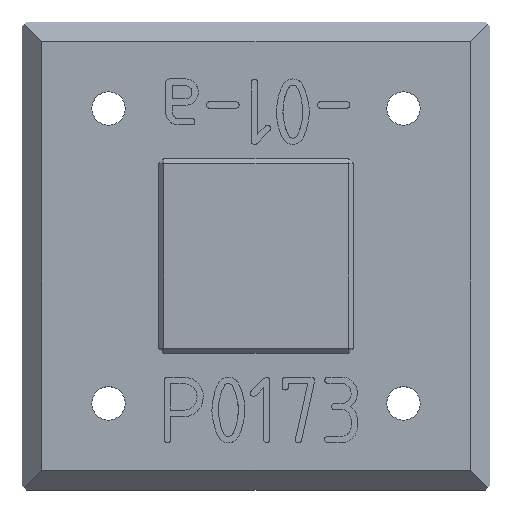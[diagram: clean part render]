
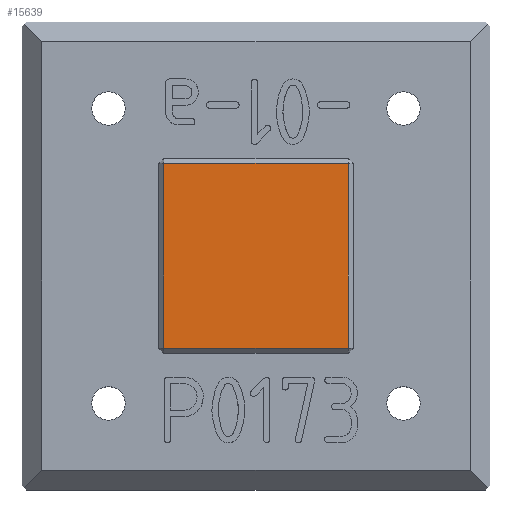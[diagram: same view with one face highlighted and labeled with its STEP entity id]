
A CAD part, top view. The second image highlights one B-rep face of the part: STEP entity #15639.
In plain terms, the highlighted planar face has unit normal (0, 0, 1).
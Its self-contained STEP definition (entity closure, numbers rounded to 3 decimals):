
#10571 = PLANE('',#10572);
#10572 = AXIS2_PLACEMENT_3D('',#10573,#10574,#10575);
#10573 = CARTESIAN_POINT('',(15.1,15.35,5.75));
#10574 = DIRECTION('',(0.,-0.707,0.707));
#10575 = DIRECTION('',(-1.,-0.,-0.));
#10733 = PLANE('',#10734);
#10734 = AXIS2_PLACEMENT_3D('',#10735,#10736,#10737);
#10735 = CARTESIAN_POINT('',(15.35,34.9,5.75));
#10736 = DIRECTION('',(-0.707,0.,0.707));
#10737 = DIRECTION('',(0.,1.,0.));
#10807 = PLANE('',#10808);
#10808 = AXIS2_PLACEMENT_3D('',#10809,#10810,#10811);
#10809 = CARTESIAN_POINT('',(34.65,15.1,5.75));
#10810 = DIRECTION('',(0.707,0.,0.707));
#10811 = DIRECTION('',(-0.,-1.,-0.));
#10947 = PLANE('',#10948);
#10948 = AXIS2_PLACEMENT_3D('',#10949,#10950,#10951);
#10949 = CARTESIAN_POINT('',(34.9,34.65,5.75));
#10950 = DIRECTION('',(0.,0.707,0.707));
#10951 = DIRECTION('',(1.,0.,0.));
#13643 = EDGE_CURVE('',#13644,#13646,#13648,.T.);
#13644 = VERTEX_POINT('',#13645);
#13645 = CARTESIAN_POINT('',(15.6,15.6,6.));
#13646 = VERTEX_POINT('',#13647);
#13647 = CARTESIAN_POINT('',(34.4,15.6,6.));
#13648 = SURFACE_CURVE('',#13649,(#13653,#13660),.PCURVE_S1.);
#13649 = LINE('',#13650,#13651);
#13650 = CARTESIAN_POINT('',(15.1,15.6,6.));
#13651 = VECTOR('',#13652,1.);
#13652 = DIRECTION('',(1.,0.,0.));
#13653 = PCURVE('',#10571,#13654);
#13654 = DEFINITIONAL_REPRESENTATION('',(#13655),#13659);
#13655 = LINE('',#13656,#13657);
#13656 = CARTESIAN_POINT('',(-0.,-0.354));
#13657 = VECTOR('',#13658,1.);
#13658 = DIRECTION('',(-1.,0.));
#13659 = ( GEOMETRIC_REPRESENTATION_CONTEXT(2) 
PARAMETRIC_REPRESENTATION_CONTEXT() REPRESENTATION_CONTEXT('2D SPACE',''
  ) );
#13660 = PCURVE('',#13661,#13666);
#13661 = PLANE('',#13662);
#13662 = AXIS2_PLACEMENT_3D('',#13663,#13664,#13665);
#13663 = CARTESIAN_POINT('',(25.,25.,6.));
#13664 = DIRECTION('',(0.,0.,1.));
#13665 = DIRECTION('',(1.,0.,0.));
#13666 = DEFINITIONAL_REPRESENTATION('',(#13667),#13671);
#13667 = LINE('',#13668,#13669);
#13668 = CARTESIAN_POINT('',(-9.9,-9.4));
#13669 = VECTOR('',#13670,1.);
#13670 = DIRECTION('',(1.,0.));
#13671 = ( GEOMETRIC_REPRESENTATION_CONTEXT(2) 
PARAMETRIC_REPRESENTATION_CONTEXT() REPRESENTATION_CONTEXT('2D SPACE',''
  ) );
#13771 = EDGE_CURVE('',#13772,#13644,#13774,.T.);
#13772 = VERTEX_POINT('',#13773);
#13773 = CARTESIAN_POINT('',(15.6,34.4,6.));
#13774 = SURFACE_CURVE('',#13775,(#13779,#13786),.PCURVE_S1.);
#13775 = LINE('',#13776,#13777);
#13776 = CARTESIAN_POINT('',(15.6,34.9,6.));
#13777 = VECTOR('',#13778,1.);
#13778 = DIRECTION('',(0.,-1.,0.));
#13779 = PCURVE('',#10733,#13780);
#13780 = DEFINITIONAL_REPRESENTATION('',(#13781),#13785);
#13781 = LINE('',#13782,#13783);
#13782 = CARTESIAN_POINT('',(-0.,-0.354));
#13783 = VECTOR('',#13784,1.);
#13784 = DIRECTION('',(-1.,0.));
#13785 = ( GEOMETRIC_REPRESENTATION_CONTEXT(2) 
PARAMETRIC_REPRESENTATION_CONTEXT() REPRESENTATION_CONTEXT('2D SPACE',''
  ) );
#13786 = PCURVE('',#13661,#13787);
#13787 = DEFINITIONAL_REPRESENTATION('',(#13788),#13792);
#13788 = LINE('',#13789,#13790);
#13789 = CARTESIAN_POINT('',(-9.4,9.9));
#13790 = VECTOR('',#13791,1.);
#13791 = DIRECTION('',(0.,-1.));
#13792 = ( GEOMETRIC_REPRESENTATION_CONTEXT(2) 
PARAMETRIC_REPRESENTATION_CONTEXT() REPRESENTATION_CONTEXT('2D SPACE',''
  ) );
#13821 = EDGE_CURVE('',#13646,#13822,#13824,.T.);
#13822 = VERTEX_POINT('',#13823);
#13823 = CARTESIAN_POINT('',(34.4,34.4,6.));
#13824 = SURFACE_CURVE('',#13825,(#13829,#13836),.PCURVE_S1.);
#13825 = LINE('',#13826,#13827);
#13826 = CARTESIAN_POINT('',(34.4,15.1,6.));
#13827 = VECTOR('',#13828,1.);
#13828 = DIRECTION('',(0.,1.,0.));
#13829 = PCURVE('',#10807,#13830);
#13830 = DEFINITIONAL_REPRESENTATION('',(#13831),#13835);
#13831 = LINE('',#13832,#13833);
#13832 = CARTESIAN_POINT('',(-0.,-0.354));
#13833 = VECTOR('',#13834,1.);
#13834 = DIRECTION('',(-1.,0.));
#13835 = ( GEOMETRIC_REPRESENTATION_CONTEXT(2) 
PARAMETRIC_REPRESENTATION_CONTEXT() REPRESENTATION_CONTEXT('2D SPACE',''
  ) );
#13836 = PCURVE('',#13661,#13837);
#13837 = DEFINITIONAL_REPRESENTATION('',(#13838),#13842);
#13838 = LINE('',#13839,#13840);
#13839 = CARTESIAN_POINT('',(9.4,-9.9));
#13840 = VECTOR('',#13841,1.);
#13841 = DIRECTION('',(0.,1.));
#13842 = ( GEOMETRIC_REPRESENTATION_CONTEXT(2) 
PARAMETRIC_REPRESENTATION_CONTEXT() REPRESENTATION_CONTEXT('2D SPACE',''
  ) );
#13922 = EDGE_CURVE('',#13822,#13772,#13923,.T.);
#13923 = SURFACE_CURVE('',#13924,(#13928,#13935),.PCURVE_S1.);
#13924 = LINE('',#13925,#13926);
#13925 = CARTESIAN_POINT('',(34.9,34.4,6.));
#13926 = VECTOR('',#13927,1.);
#13927 = DIRECTION('',(-1.,0.,0.));
#13928 = PCURVE('',#10947,#13929);
#13929 = DEFINITIONAL_REPRESENTATION('',(#13930),#13934);
#13930 = LINE('',#13931,#13932);
#13931 = CARTESIAN_POINT('',(-0.,-0.354));
#13932 = VECTOR('',#13933,1.);
#13933 = DIRECTION('',(-1.,0.));
#13934 = ( GEOMETRIC_REPRESENTATION_CONTEXT(2) 
PARAMETRIC_REPRESENTATION_CONTEXT() REPRESENTATION_CONTEXT('2D SPACE',''
  ) );
#13935 = PCURVE('',#13661,#13936);
#13936 = DEFINITIONAL_REPRESENTATION('',(#13937),#13941);
#13937 = LINE('',#13938,#13939);
#13938 = CARTESIAN_POINT('',(9.9,9.4));
#13939 = VECTOR('',#13940,1.);
#13940 = DIRECTION('',(-1.,0.));
#13941 = ( GEOMETRIC_REPRESENTATION_CONTEXT(2) 
PARAMETRIC_REPRESENTATION_CONTEXT() REPRESENTATION_CONTEXT('2D SPACE',''
  ) );
#15639 = ADVANCED_FACE('',(#15640),#13661,.T.);
#15640 = FACE_BOUND('',#15641,.T.);
#15641 = EDGE_LOOP('',(#15642,#15643,#15644,#15645));
#15642 = ORIENTED_EDGE('',*,*,#13643,.T.);
#15643 = ORIENTED_EDGE('',*,*,#13821,.T.);
#15644 = ORIENTED_EDGE('',*,*,#13922,.T.);
#15645 = ORIENTED_EDGE('',*,*,#13771,.T.);
